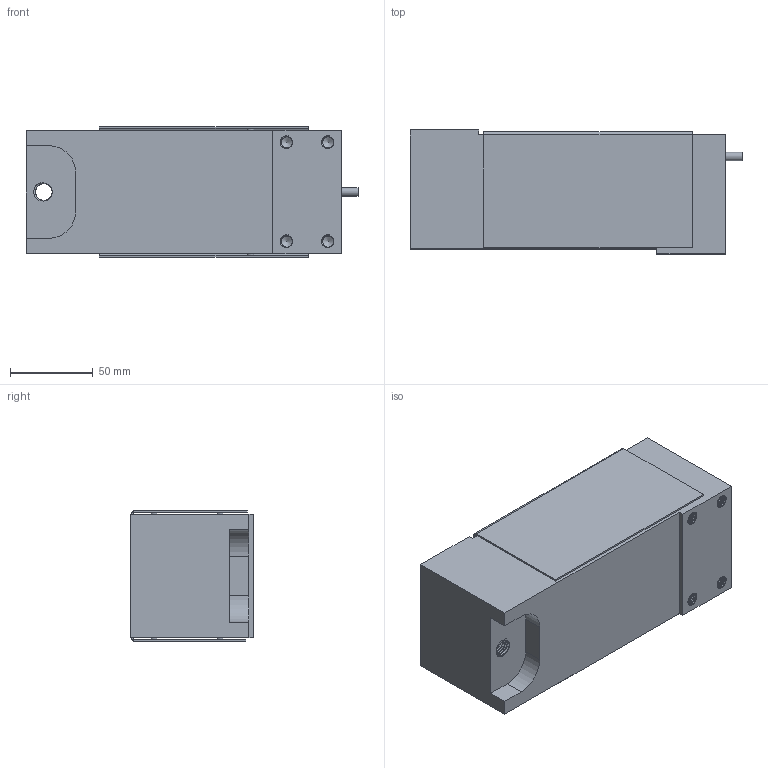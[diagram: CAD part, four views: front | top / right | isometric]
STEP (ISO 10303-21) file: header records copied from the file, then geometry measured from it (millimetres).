
FILE_DESCRIPTION(/* description */ (''),/* implementation_level */ '2;1');
FILE_NAME(/* name */ '108UA-(50-1000)kg v3.step',/* time_stamp */ '2020-01-29T11:43:43-08:00',/* author */ (''),/* organization */ (''),/* preprocessor_version */ 'ST-DEVELOPER v18',/* originating_system */ 'Autodesk Translation Framework v8.12.0.6',/* authorisation */ '');
FILE_SCHEMA (('AUTOMOTIVE_DESIGN { 1 0 10303 214 3 1 1 }'));
Length unit declared in the file: millimetre
Products named in the file (2): 108UA-(50-1000)kg; Connector
Assembly tree (1 placements, depth 2):
  108UA-(50-1000)kg
    Connector
Bounding box: 201.03 x 75 x 79 mm (x, y, z)
Volume: 833082.9 mm3; surface area: 147699.6 mm2
Topology: 3 solids, 3 shells, 491 faces, 1271 edges, 796 vertices
Faces by surface type: cylinder 395, plane 67, bspline 19, cone 10
Full cylindrical faces by diameter (mm): 4 x4, 5.1 x1, 6.779 x152, 8.17 x144, 10 x2, 10.274 x17, 12 x2, 12.226 x19, 13 x1, 22 x1
Entity records: 35271 total; most frequent: CARTESIAN_POINT 24603, ORIENTED_EDGE 2524, DIRECTION 1673, EDGE_CURVE 1262, VERTEX_POINT 796, B_SPLINE_CURVE_WITH_KNOTS 652, AXIS2_PLACEMENT_3D 588, EDGE_LOOP 514
